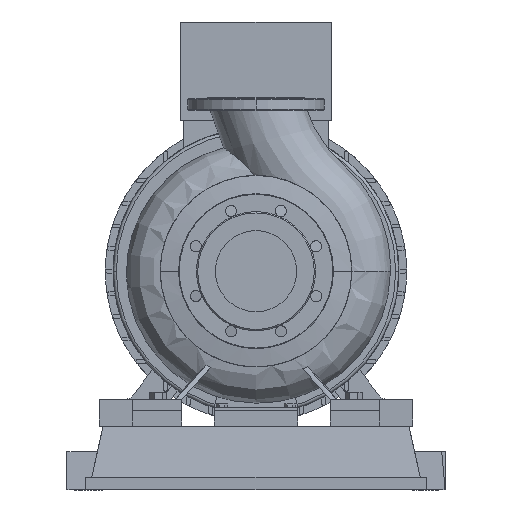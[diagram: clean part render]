
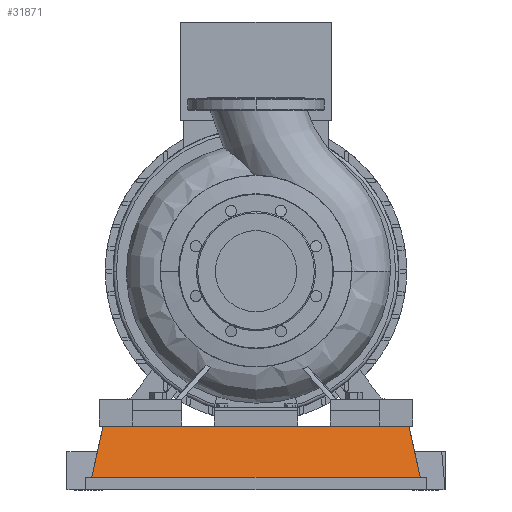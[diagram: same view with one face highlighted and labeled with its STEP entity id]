
A CAD part, left-side view. The second image highlights one B-rep face of the part: STEP entity #31871.
In plain terms, the highlighted planar face has unit normal (-0.976, 0, 0.216).
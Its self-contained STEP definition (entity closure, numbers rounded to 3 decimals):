
#28091=CARTESIAN_POINT('',(-81.732,-246.732,103.0));
#28092=VERTEX_POINT('',#28091);
#28099=CARTESIAN_POINT('',(-100.,-265.0,20.6));
#28100=VERTEX_POINT('',#28099);
#28101=CARTESIAN_POINT('',(-100.,-265.0,20.6));
#28102=DIRECTION('',(0.212,0.212,0.954));
#28103=VECTOR('',#28102,86.355);
#28104=LINE('',#28101,#28103);
#28105=EDGE_CURVE('',#28100,#28092,#28104,.T.);
#29870=CARTESIAN_POINT('',(-100.,265.0,20.6));
#29871=VERTEX_POINT('',#29870);
#29872=CARTESIAN_POINT('',(-100.,-265.0,20.6));
#29873=DIRECTION('',(0.0,1.0,0.0));
#29874=VECTOR('',#29873,530.0);
#29875=LINE('',#29872,#29874);
#29876=EDGE_CURVE('',#28100,#29871,#29875,.T.);
#31848=CARTESIAN_POINT('',(-100.,-265.0,20.6));
#31849=DIRECTION('',(-0.976,0.,0.216));
#31850=DIRECTION('',(0.0,-1.0,0.0));
#31851=AXIS2_PLACEMENT_3D('',#31848,#31849,#31850);
#31852=PLANE('',#31851);
#31853=CARTESIAN_POINT('',(-81.732,246.732,103.0));
#31854=VERTEX_POINT('',#31853);
#31855=CARTESIAN_POINT('',(-81.732,-246.732,103.0));
#31856=DIRECTION('',(0.0,1.0,0.0));
#31857=VECTOR('',#31856,493.465);
#31858=LINE('',#31855,#31857);
#31859=EDGE_CURVE('',#28092,#31854,#31858,.T.);
#31860=ORIENTED_EDGE('',*,*,#31859,.T.);
#31861=CARTESIAN_POINT('',(-100.,265.0,20.6));
#31862=DIRECTION('',(0.212,-0.212,0.954));
#31863=VECTOR('',#31862,86.355);
#31864=LINE('',#31861,#31863);
#31865=EDGE_CURVE('',#29871,#31854,#31864,.T.);
#31866=ORIENTED_EDGE('',*,*,#31865,.F.);
#31867=ORIENTED_EDGE('',*,*,#29876,.F.);
#31868=ORIENTED_EDGE('',*,*,#28105,.T.);
#31869=EDGE_LOOP('',(#31860,#31866,#31867,#31868));
#31870=FACE_OUTER_BOUND('',#31869,.T.);
#31871=ADVANCED_FACE('',(#31870),#31852,.T.);
